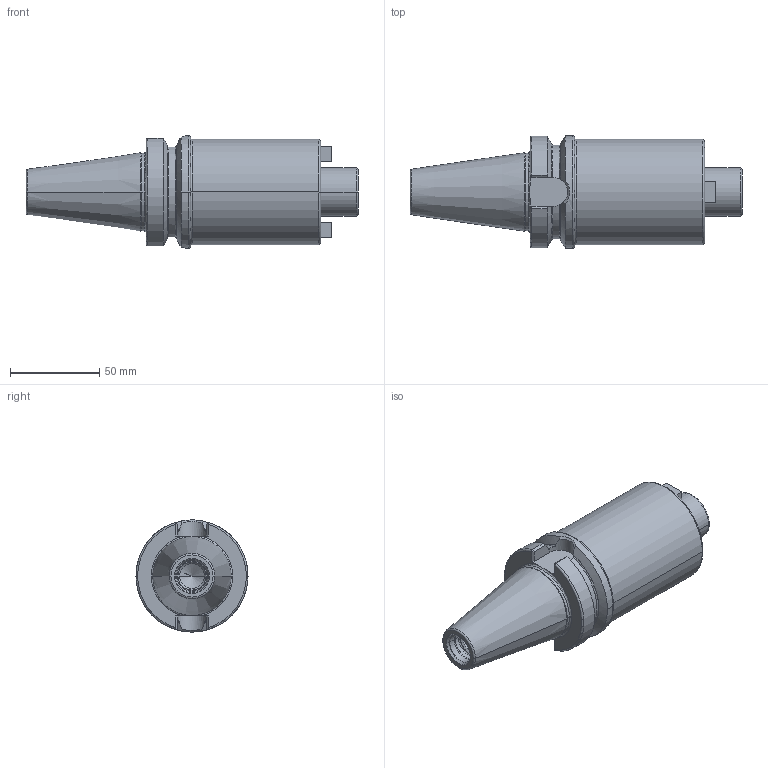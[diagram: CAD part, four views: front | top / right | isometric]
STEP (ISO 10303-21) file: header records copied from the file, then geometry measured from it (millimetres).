
FILE_DESCRIPTION((''),'2;1');
FILE_NAME('40-551-27','2011-08-22T',('mei'),(''),'PRO/ENGINEER BY PARAMETRIC TECHNOLOGY CORPORATION, 2010430','PRO/ENGINEER BY PARAMETRIC TECHNOLOGY CORPORATION, 2010430','');
FILE_SCHEMA(('CONFIG_CONTROL_DESIGN'));
Length unit declared in the file: millimetre
Products named in the file (1): 40-551-27
Bounding box: 186.4 x 62.98 x 62.98 mm (x, y, z)
Volume: 336151.7 mm3; surface area: 39580.9 mm2
Topology: 1 solids, 3 shells, 112 faces, 270 edges, 162 vertices
Faces by surface type: plane 36, torus 26, cylinder 26, cone 18, bspline 6
Entity records: 3674 total; most frequent: CARTESIAN_POINT 1058, DIRECTION 556, ORIENTED_EDGE 520, EDGE_CURVE 264, AXIS2_PLACEMENT_3D 223, VERTEX_POINT 162, EDGE_LOOP 120, CIRCLE 116
